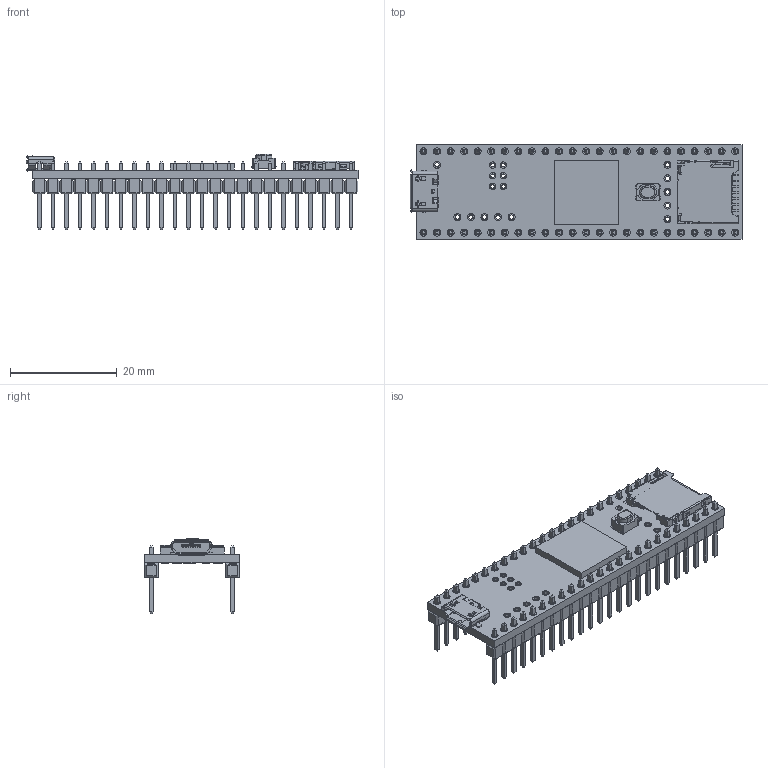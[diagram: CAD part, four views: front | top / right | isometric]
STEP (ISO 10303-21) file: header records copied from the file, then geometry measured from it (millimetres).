
FILE_DESCRIPTION(/* description */ (''),/* implementation_level */ '2;1');
FILE_NAME(/* name */ 'Teensy-4.1.step',/* time_stamp */ '2020-06-25T22:06:15+01:00',/* author */ (''),/* organization */ (''),/* preprocessor_version */ 'ST-DEVELOPER v18.1',/* originating_system */ 'Autodesk Translation Framework v9.3.0.1241',/* authorisation */ '');
FILE_SCHEMA (('AUTOMOTIVE_DESIGN { 1 0 10303 214 3 1 1 }'));
Products named in the file (8): Teensy 4.1 (With Headers); Component1; 114-00841-68--3DModel-STEP-56544 v1; MIMXRT1052CVJ5B v1; MicroUSB Molex 473460001 v1; Pin Header 1x6 TH Pitch 2.54mm v1; Pin Header 1x6 TH Pitch 2.54mm v1(Mirror); PTS810 SJK 250 SMTR LFS v1
Assembly tree (13 placements, depth 2):
  Teensy 4.1 (With Headers)
    Component1
    114-00841-68--3DModel-STEP-56544 v1
    MIMXRT1052CVJ5B v1
    MicroUSB Molex 473460001 v1
    Pin Header 1x6 TH Pitch 2.54mm v1  x4
    Pin Header 1x6 TH Pitch 2.54mm v1(Mirror)  x4
    PTS810 SJK 250 SMTR LFS v1
Bounding box: 62.21 x 17.78 x 14.08 mm (x, y, z)
Volume: 2299.6 mm3; surface area: 7590.8 mm2
Topology: 396 solids, 444 shells, 4008 faces, 10182 edges, 6559 vertices
Faces by surface type: plane 2863, cylinder 895, sphere 200, bspline 32, torus 18
Full cylindrical faces by diameter (mm): 0.5 x2, 0.7 x18, 0.8 x176, 1.21 x12, 1.31 x117
Entity records: 81108 total; most frequent: CARTESIAN_POINT 15306, DIRECTION 13594, ORIENTED_EDGE 12700, EDGE_CURVE 6390, AXIS2_PLACEMENT_3D 4595, LINE 4404, VECTOR 4404, VERTEX_POINT 4399
